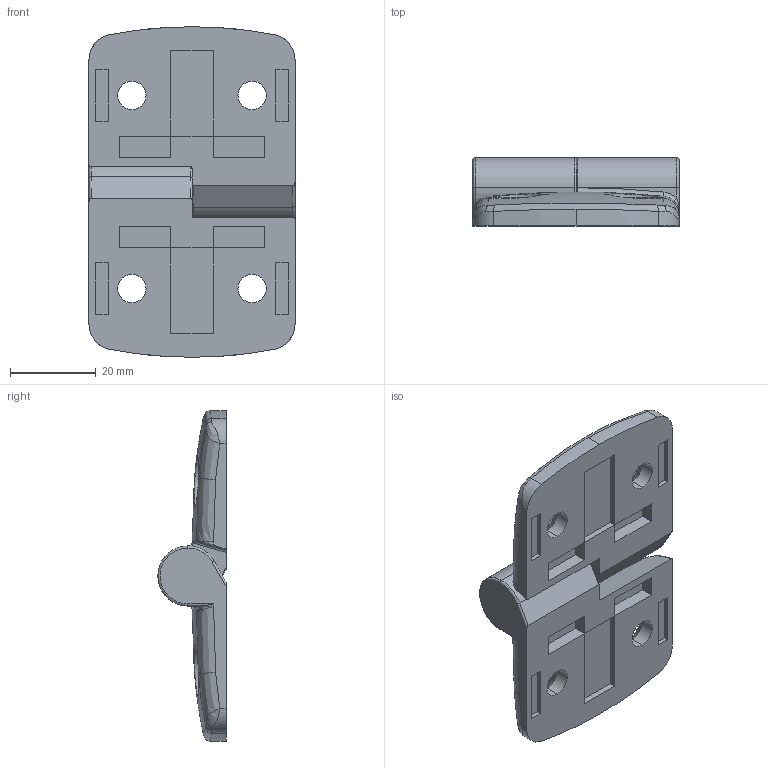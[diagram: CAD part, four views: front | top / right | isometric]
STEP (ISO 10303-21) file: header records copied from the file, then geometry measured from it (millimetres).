
FILE_DESCRIPTION (( 'STEP AP214' ), '1' );
FILE_NAME ('6221745', '2019-01-28T17:01:04', ( '' ), ('JUGARD+KÜNSTNER GmbH'), 'SwSTEP 2.0', 'SolidWorks 2017', '' );
FILE_SCHEMA (( 'AUTOMOTIVE_DESIGN' ));
Length unit declared in the file: millimetre
Products named in the file (3): 6221745; Part1; Part2
Assembly tree (3 placements, depth 2):
  6221745
    Part1  x2
    Part2
Bounding box: 48 x 15.9 x 77 mm (x, y, z)
Volume: 24676.6 mm3; surface area: 12457.8 mm2
Topology: 3 solids, 3 shells, 174 faces, 430 edges, 264 vertices
Faces by surface type: plane 68, bspline 50, cylinder 44, cone 12
Entity records: 5035 total; most frequent: CARTESIAN_POINT 1994, ORIENTED_EDGE 438, DIRECTION 347, EDGE_CURVE 219, VERTEX_POINT 136, AXIS2_PLACEMENT_3D 122, VECTOR 103, LINE 103
